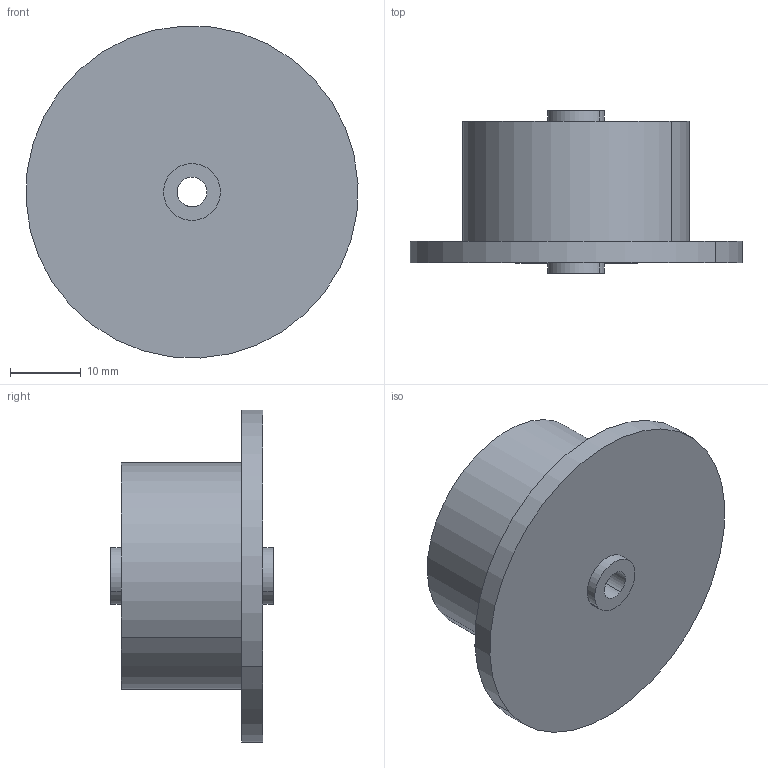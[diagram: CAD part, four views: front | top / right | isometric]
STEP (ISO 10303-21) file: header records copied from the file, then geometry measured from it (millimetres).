
FILE_DESCRIPTION(('STEP AP214'),'1');
FILE_NAME('cctmp_23F9D60E-FCDC-41C3-9338-2F93162C4CFA_2020_10_16_17_9_17_76..stp','2020-10-16T15:09:17',('Bosch Rexroth AG'),('CADClick - www.CADClick.com'),'Spatial InterOp 3D',' ','unknown authorization - (Healing Option Enabled)');
FILE_SCHEMA(('AUTOMOTIVE_DESIGN'));
Length unit declared in the file: millimetre
Products named in the file (1): 2020_10_16__17-09-17-076
Bounding box: 46.94 x 23 x 46.94 mm (x, y, z)
Volume: 18722.6 mm3; surface area: 5974.2 mm2
Topology: 1 solids, 1 shells, 15 faces, 39 edges, 29 vertices
Faces by surface type: cylinder 10, plane 5
Entity records: 642 total; most frequent: DIRECTION 100, CARTESIAN_POINT 84, ORIENTED_EDGE 78, AXIS2_PLACEMENT_3D 45, EDGE_CURVE 39, VERTEX_POINT 29, CIRCLE 29, EDGE_LOOP 20
